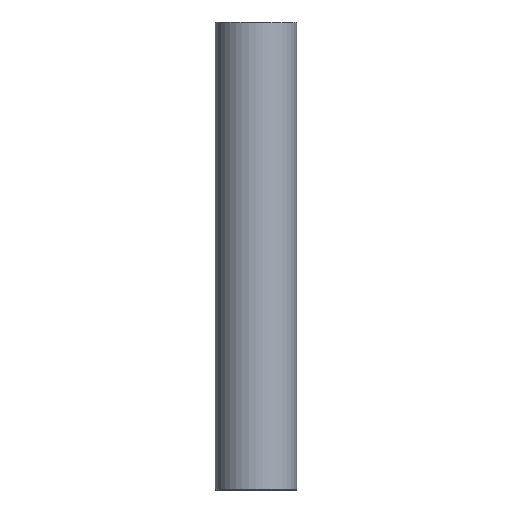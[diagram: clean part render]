
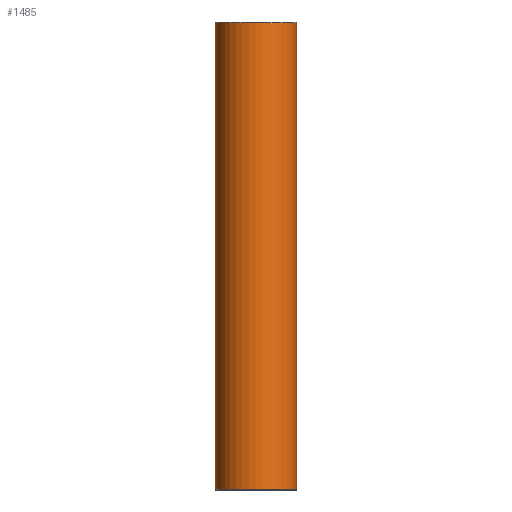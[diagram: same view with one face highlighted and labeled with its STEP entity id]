
A CAD part, front view. The second image highlights one B-rep face of the part: STEP entity #1485.
In plain terms, the highlighted cylindrical face has radius 30 mm (diameter 60 mm), a partial arc.
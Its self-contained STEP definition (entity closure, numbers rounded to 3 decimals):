
#83 = DIRECTION ( 'NONE',  ( 1., 0., 0. ) ) ;
#84 = DIRECTION ( 'NONE',  ( 0., 0., 1. ) ) ;
#85 = AXIS2_PLACEMENT_3D ( 'NONE', #87, #84, #83 ) ;
#86 = CYLINDRICAL_SURFACE ( 'NONE', #85, 30. ) ;
#87 = CARTESIAN_POINT ( 'NONE',  ( 0., 0., -345. ) ) ;
#88 = FACE_OUTER_BOUND ( 'NONE', #1486, .T. ) ;
#372 = DIRECTION ( 'NONE',  ( 1., 0., 0. ) ) ;
#373 = DIRECTION ( 'NONE',  ( 0., 0., -1. ) ) ;
#374 = CARTESIAN_POINT ( 'NONE',  ( 0., 0., -0.5 ) ) ;
#375 = AXIS2_PLACEMENT_3D ( 'NONE', #374, #373, #372 ) ;
#376 = CIRCLE ( 'NONE', #375, 30. ) ;
#985 = VERTEX_POINT ( 'NONE', #2240 ) ;
#1016 = VERTEX_POINT ( 'NONE', #2389 ) ;
#1091 = VERTEX_POINT ( 'NONE', #2371 ) ;
#1158 = EDGE_CURVE ( 'NONE', #1217, #1016, #2651, .T. ) ;
#1217 = VERTEX_POINT ( 'NONE', #2672 ) ;
#1292 = EDGE_CURVE ( 'NONE', #1217, #985, #2896, .T. ) ;
#1295 = EDGE_CURVE ( 'NONE', #1016, #1091, #2986, .T. ) ;
#1485 = ADVANCED_FACE ( 'NONE', ( #88 ), #86, .T. ) ;
#1486 = EDGE_LOOP ( 'NONE', ( #1487, #1488, #1489, #1490 ) ) ;
#1487 = ORIENTED_EDGE ( 'NONE', *, *, #1292, .F. ) ;
#1488 = ORIENTED_EDGE ( 'NONE', *, *, #1158, .T. ) ;
#1489 = ORIENTED_EDGE ( 'NONE', *, *, #1295, .T. ) ;
#1490 = ORIENTED_EDGE ( 'NONE', *, *, #1517, .T. ) ;
#1517 = EDGE_CURVE ( 'NONE', #1091, #985, #376, .T. ) ;
#2240 = CARTESIAN_POINT ( 'NONE',  ( -30., 0., -0.5 ) ) ;
#2371 = CARTESIAN_POINT ( 'NONE',  ( 30., 0., -0.5 ) ) ;
#2389 = CARTESIAN_POINT ( 'NONE',  ( 30., 0., -344.5 ) ) ;
#2647 = DIRECTION ( 'NONE',  ( 1., 0., 0. ) ) ;
#2648 = DIRECTION ( 'NONE',  ( 0., 0., 1. ) ) ;
#2649 = CARTESIAN_POINT ( 'NONE',  ( 0., 0., -344.5 ) ) ;
#2650 = AXIS2_PLACEMENT_3D ( 'NONE', #2649, #2648, #2647 ) ;
#2651 = CIRCLE ( 'NONE', #2650, 30. ) ;
#2672 = CARTESIAN_POINT ( 'NONE',  ( -30., 0., -344.5 ) ) ;
#2893 = DIRECTION ( 'NONE',  ( 0., 0., 1. ) ) ;
#2894 = VECTOR ( 'NONE', #2893, 1000. ) ;
#2895 = CARTESIAN_POINT ( 'NONE',  ( -30., 0., -345. ) ) ;
#2896 = LINE ( 'NONE', #2895, #2894 ) ;
#2983 = DIRECTION ( 'NONE',  ( 0., 0., 1. ) ) ;
#2984 = VECTOR ( 'NONE', #2983, 1000. ) ;
#2985 = CARTESIAN_POINT ( 'NONE',  ( 30., 0., -345. ) ) ;
#2986 = LINE ( 'NONE', #2985, #2984 ) ;
